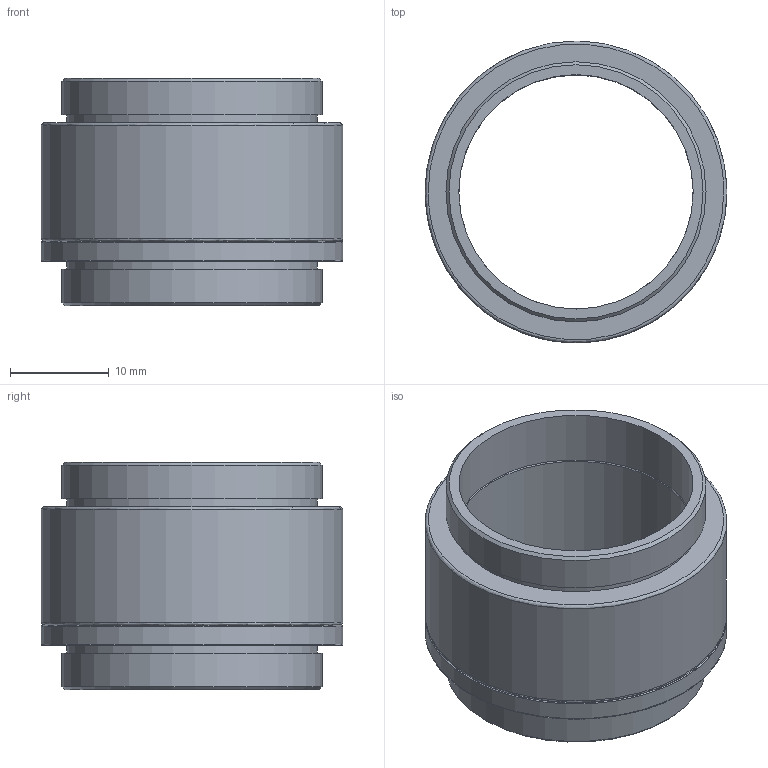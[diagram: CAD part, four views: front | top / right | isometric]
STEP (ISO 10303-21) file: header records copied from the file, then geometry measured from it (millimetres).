
FILE_DESCRIPTION (( 'STEP AP203' ), '1' );
FILE_NAME ('530246.step', '2025-08-19T07:38:55', ( 'Windows User' ), ( 'P R C' ), 'SwSTEP 2.0', 'SolidWorks 2020', '' );
FILE_SCHEMA (( 'CONFIG_CONTROL_DESIGN' ));
Length unit declared in the file: millimetre
Products named in the file (4): 3.03.31.15.205_SM1屏蔽套筒组件2_SM1-SC14-2_ZA; 530246; 24-26_O形圈; 3.03.31.15.204_SM1屏蔽套筒组件1_SM1-SC14-1_ZA
Assembly tree (3 placements, depth 2):
  530246
    3.03.31.15.204_SM1屏蔽套筒组件1_SM1-SC14-1_ZA
    3.03.31.15.205_SM1屏蔽套筒组件2_SM1-SC14-2_ZA
    24-26_O形圈
Bounding box: 30.5 x 30.5 x 23 mm (x, y, z)
Volume: 4739.4 mm3; surface area: 7299.8 mm2
Topology: 3 solids, 3 shells, 38 faces, 76 edges, 50 vertices
Faces by surface type: cylinder 12, plane 12, bspline 10, cone 4
Full cylindrical faces by diameter (mm): 23.7 x2, 25.3 x2, 25.9 x1, 26.3 x2, 27.5 x2, 27.8 x1, 30.5 x2
Entity records: 2089 total; most frequent: CARTESIAN_POINT 1065, DIRECTION 124, ORIENTED_EDGE 92, EDGE_LOOP 74, AXIS2_PLACEMENT_3D 62, FACE_OUTER_BOUND 58, VERTEX_POINT 46, EDGE_CURVE 46
